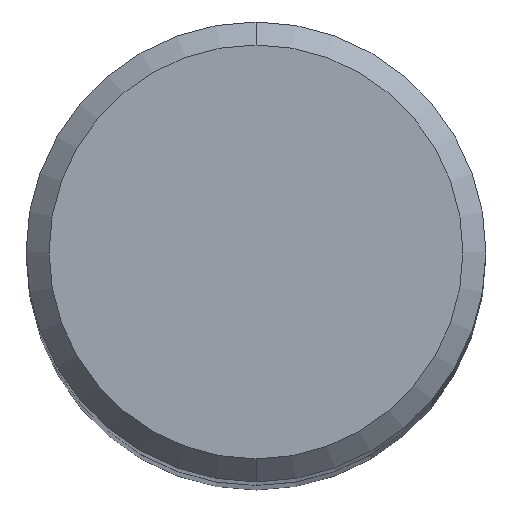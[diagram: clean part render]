
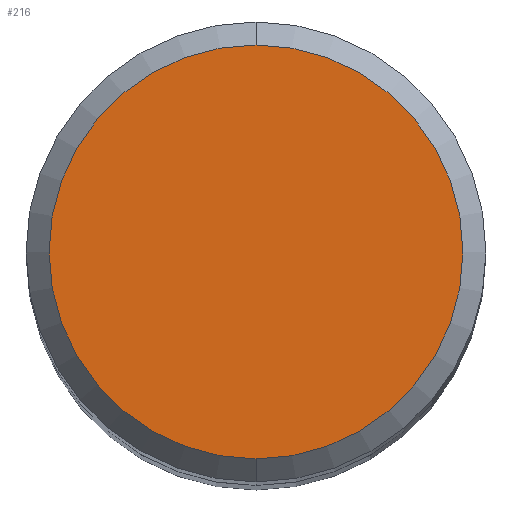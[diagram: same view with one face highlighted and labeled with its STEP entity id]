
A CAD part, top view. The second image highlights one B-rep face of the part: STEP entity #216.
In plain terms, the highlighted planar face has unit normal (0, 0, 1).
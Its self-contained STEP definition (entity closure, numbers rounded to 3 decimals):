
#180=VERTEX_POINT('',#483);
#216=ADVANCED_FACE('',(#523),#524,.T.);
#288=VERTEX_POINT('',#604);
#342=EDGE_CURVE('',#288,#180,#661,.T.);
#392=EDGE_CURVE('',#180,#288,#717,.T.);
#483=CARTESIAN_POINT('',(0.0,7.2,0.0));
#523=FACE_OUTER_BOUND('',#910,.T.);
#524=PLANE('',#911);
#604=CARTESIAN_POINT('',(0.,-7.2,0.0));
#661=CIRCLE('',#1220,7.2);
#717=CIRCLE('',#1321,7.2);
#910=EDGE_LOOP('',(#1550,#1551));
#911=AXIS2_PLACEMENT_3D('',#1552,#1553,#1554);
#1220=AXIS2_PLACEMENT_3D('',#1690,#1691,#1692);
#1321=AXIS2_PLACEMENT_3D('',#1765,#1766,#1767);
#1550=ORIENTED_EDGE('',*,*,#392,.F.);
#1551=ORIENTED_EDGE('',*,*,#342,.F.);
#1552=CARTESIAN_POINT('',(0.0,3.6,0.0));
#1553=DIRECTION('',(-0.0,0.0,1.0));
#1554=DIRECTION('',(0.0,-1.0,0.0));
#1690=CARTESIAN_POINT('',(0.0,0.0,0.0));
#1691=DIRECTION('',(0.0,0.0,-1.0));
#1692=DIRECTION('',(0.0,1.0,0.0));
#1765=CARTESIAN_POINT('',(0.0,0.0,0.0));
#1766=DIRECTION('',(0.0,0.0,-1.0));
#1767=DIRECTION('',(0.0,1.0,0.0));
